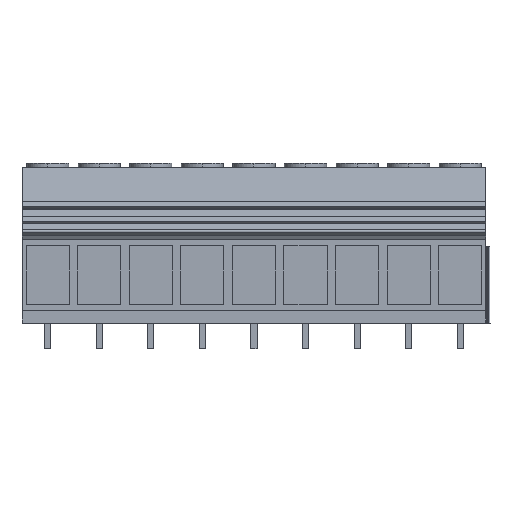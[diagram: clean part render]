
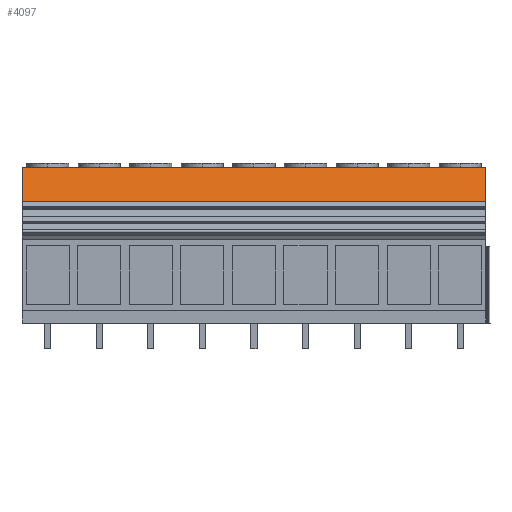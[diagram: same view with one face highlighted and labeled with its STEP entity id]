
A CAD part, front view. The second image highlights one B-rep face of the part: STEP entity #4097.
In plain terms, the highlighted planar face has unit normal (0, -0.966, 0.259).
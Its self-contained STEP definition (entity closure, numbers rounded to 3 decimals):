
#4077=AXIS2_PLACEMENT_3D('Plane Axis2P3D',#4074,#4075,#4076) ;
#896=CARTESIAN_POINT('Vertex',(0.,6.947,28.966)) ;
#899=CARTESIAN_POINT('Line Origine',(0.,7.853,32.346)) ;
#903=CARTESIAN_POINT('Vertex',(0.,8.758,35.725)) ;
#4059=CARTESIAN_POINT('Vertex',(91.44,6.947,28.966)) ;
#4062=CARTESIAN_POINT('Line Origine',(45.72,6.947,28.966)) ;
#4074=CARTESIAN_POINT('Axis2P3D Location',(50.8,6.947,28.966)) ;
#4079=CARTESIAN_POINT('Line Origine',(91.44,7.853,32.346)) ;
#4083=CARTESIAN_POINT('Vertex',(91.44,8.758,35.725)) ;
#4086=CARTESIAN_POINT('Line Origine',(45.72,8.758,35.725)) ;
#900=DIRECTION('Vector Direction',(0.,0.259,0.966)) ;
#4063=DIRECTION('Vector Direction',(1.,0.,0.)) ;
#4075=DIRECTION('Axis2P3D Direction',(0.,0.966,-0.259)) ;
#4076=DIRECTION('Axis2P3D XDirection',(0.,0.259,0.966)) ;
#4080=DIRECTION('Vector Direction',(0.,0.259,0.966)) ;
#4087=DIRECTION('Vector Direction',(1.,0.,0.)) ;
#901=VECTOR('Line Direction',#900,1.) ;
#4064=VECTOR('Line Direction',#4063,1.) ;
#4081=VECTOR('Line Direction',#4080,1.) ;
#4088=VECTOR('Line Direction',#4087,1.) ;
#4092=ORIENTED_EDGE('',*,*,#4066,.T.) ;
#4093=ORIENTED_EDGE('',*,*,#4085,.T.) ;
#4094=ORIENTED_EDGE('',*,*,#4090,.F.) ;
#4095=ORIENTED_EDGE('',*,*,#905,.F.) ;
#4097=ADVANCED_FACE('HOUSING',(#4096),#4078,.F.) ;
#905=EDGE_CURVE('',#897,#904,#902,.T.) ;
#4066=EDGE_CURVE('',#897,#4060,#4065,.T.) ;
#4085=EDGE_CURVE('',#4060,#4084,#4082,.T.) ;
#4090=EDGE_CURVE('',#904,#4084,#4089,.T.) ;
#4091=EDGE_LOOP('',(#4092,#4093,#4094,#4095)) ;
#4096=FACE_OUTER_BOUND('',#4091,.T.) ;
#902=LINE('Line',#899,#901) ;
#4065=LINE('Line',#4062,#4064) ;
#4082=LINE('Line',#4079,#4081) ;
#4089=LINE('Line',#4086,#4088) ;
#4078=PLANE('',#4077) ;
#897=VERTEX_POINT('',#896) ;
#904=VERTEX_POINT('',#903) ;
#4060=VERTEX_POINT('',#4059) ;
#4084=VERTEX_POINT('',#4083) ;
